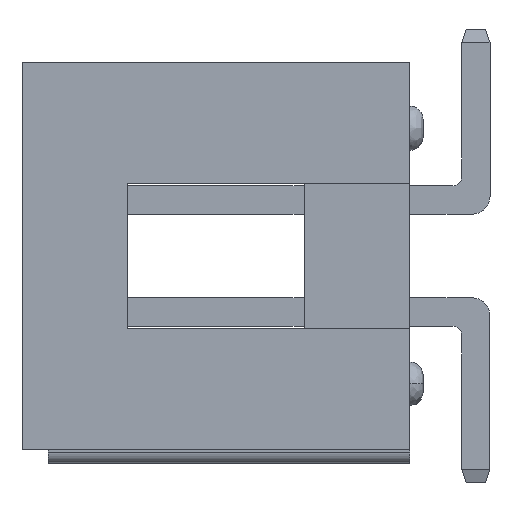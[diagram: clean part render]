
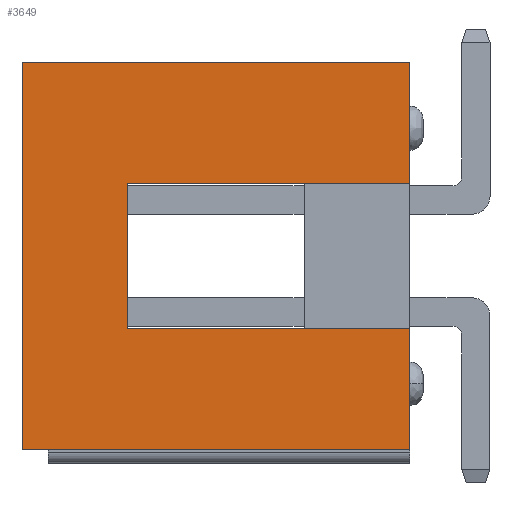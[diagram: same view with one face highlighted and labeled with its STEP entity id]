
A CAD part, left-side view. The second image highlights one B-rep face of the part: STEP entity #3649.
In plain terms, the highlighted face is planar.
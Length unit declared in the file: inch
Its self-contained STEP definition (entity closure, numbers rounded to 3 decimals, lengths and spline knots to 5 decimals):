
#52 = ORIENTED_EDGE ( 'NONE', *, *, #7673, .T. ) ;
#465 = CARTESIAN_POINT ( 'NONE',  ( -7.20791, 1.99108, 0.75984 ) ) ;
#522 = CARTESIAN_POINT ( 'NONE',  ( -7.20791, 1.99108, 0.41339 ) ) ;
#569 = DIRECTION ( 'NONE',  ( 0., 1., 0. ) ) ;
#570 = VERTEX_POINT ( 'NONE', #465 ) ;
#712 = CARTESIAN_POINT ( 'NONE',  ( -7.20791, 1.99108, 0.52165 ) ) ;
#853 = VERTEX_POINT ( 'NONE', #7737 ) ;
#1009 = DIRECTION ( 'NONE',  ( 0., 0., -1. ) ) ;
#1404 = DIRECTION ( 'NONE',  ( 0., -1., 0. ) ) ;
#1546 = LINE ( 'NONE', #6885, #8650 ) ;
#1599 = LINE ( 'NONE', #6680, #9168 ) ;
#1756 = DIRECTION ( 'NONE',  ( 0., 0., -1. ) ) ;
#1834 = ORIENTED_EDGE ( 'NONE', *, *, #3516, .T. ) ;
#1934 = FACE_OUTER_BOUND ( 'NONE', #5719, .T. ) ;
#1971 = DIRECTION ( 'NONE',  ( 0., 0., -1. ) ) ;
#1997 = EDGE_CURVE ( 'NONE', #570, #853, #1546, .T. ) ;
#3086 = CARTESIAN_POINT ( 'NONE',  ( -7.20791, 1.99108, 0.58622 ) ) ;
#3130 = CARTESIAN_POINT ( 'NONE',  ( -7.20791, 1.99108, 0.41339 ) ) ;
#3310 = DIRECTION ( 'NONE',  ( 0., 0., 1. ) ) ;
#3516 = EDGE_CURVE ( 'NONE', #570, #8618, #8721, .T. ) ;
#3583 = LINE ( 'NONE', #3086, #5218 ) ;
#3610 = VECTOR ( 'NONE', #3310, 39.37008 ) ;
#3612 = CARTESIAN_POINT ( 'NONE',  ( -7.20791, 1.99108, 0.75984 ) ) ;
#3649 = ADVANCED_FACE ( 'NONE', ( #1934 ), #7298, .T. ) ;
#3651 = CARTESIAN_POINT ( 'NONE',  ( -7.20791, 1.73912, 0.65157 ) ) ;
#3688 = EDGE_CURVE ( 'NONE', #7883, #3736, #3583, .T. ) ;
#3736 = VERTEX_POINT ( 'NONE', #3130 ) ;
#3754 = DIRECTION ( 'NONE',  ( 0., 1., 0. ) ) ;
#3894 = EDGE_CURVE ( 'NONE', #8618, #5747, #1599, .T. ) ;
#4037 = EDGE_CURVE ( 'NONE', #3736, #5747, #5887, .T. ) ;
#4223 = CARTESIAN_POINT ( 'NONE',  ( -7.20791, 1.64463, 0.75984 ) ) ;
#4838 = ORIENTED_EDGE ( 'NONE', *, *, #3688, .F. ) ;
#4849 = VECTOR ( 'NONE', #1404, 39.37008 ) ;
#4998 = EDGE_CURVE ( 'NONE', #5707, #8770, #7384, .T. ) ;
#5041 = ORIENTED_EDGE ( 'NONE', *, *, #3894, .T. ) ;
#5218 = VECTOR ( 'NONE', #1009, 39.37008 ) ;
#5269 = LINE ( 'NONE', #712, #4849 ) ;
#5448 = ORIENTED_EDGE ( 'NONE', *, *, #4998, .T. ) ;
#5707 = VERTEX_POINT ( 'NONE', #8998 ) ;
#5719 = EDGE_LOOP ( 'NONE', ( #8363, #1834, #5041, #7971, #4838, #6374, #5448, #52 ) ) ;
#5747 = VERTEX_POINT ( 'NONE', #7590 ) ;
#5849 = VECTOR ( 'NONE', #569, 39.37008 ) ;
#5887 = LINE ( 'NONE', #522, #7571 ) ;
#6374 = ORIENTED_EDGE ( 'NONE', *, *, #8005, .T. ) ;
#6445 = CARTESIAN_POINT ( 'NONE',  ( -7.20791, 1.99108, 0.52165 ) ) ;
#6571 = CARTESIAN_POINT ( 'NONE',  ( -7.20791, 1.99108, 0.75945 ) ) ;
#6573 = VECTOR ( 'NONE', #7140, 39.37008 ) ;
#6680 = CARTESIAN_POINT ( 'NONE',  ( -7.20791, 1.64463, 0.41299 ) ) ;
#6882 = CARTESIAN_POINT ( 'NONE',  ( -7.20791, 1.99108, 0.65157 ) ) ;
#6885 = CARTESIAN_POINT ( 'NONE',  ( -7.20791, 1.99108, 0.58622 ) ) ;
#7140 = DIRECTION ( 'NONE',  ( 0., -1., 0. ) ) ;
#7298 = PLANE ( 'NONE',  #8653 ) ;
#7384 = LINE ( 'NONE', #8312, #3610 ) ;
#7571 = VECTOR ( 'NONE', #8311, 39.37008 ) ;
#7590 = CARTESIAN_POINT ( 'NONE',  ( -7.20791, 1.64463, 0.41339 ) ) ;
#7673 = EDGE_CURVE ( 'NONE', #8770, #853, #7989, .T. ) ;
#7737 = CARTESIAN_POINT ( 'NONE',  ( -7.20791, 1.99108, 0.65157 ) ) ;
#7883 = VERTEX_POINT ( 'NONE', #6445 ) ;
#7971 = ORIENTED_EDGE ( 'NONE', *, *, #4037, .F. ) ;
#7989 = LINE ( 'NONE', #6882, #5849 ) ;
#8005 = EDGE_CURVE ( 'NONE', #7883, #5707, #5269, .T. ) ;
#8024 = DIRECTION ( 'NONE',  ( 1., 0., 0. ) ) ;
#8311 = DIRECTION ( 'NONE',  ( 0., -1., 0. ) ) ;
#8312 = CARTESIAN_POINT ( 'NONE',  ( -7.20791, 1.73912, 0.75945 ) ) ;
#8363 = ORIENTED_EDGE ( 'NONE', *, *, #1997, .F. ) ;
#8618 = VERTEX_POINT ( 'NONE', #4223 ) ;
#8650 = VECTOR ( 'NONE', #1971, 39.37008 ) ;
#8653 = AXIS2_PLACEMENT_3D ( 'NONE', #6571, #8024, #3754 ) ;
#8721 = LINE ( 'NONE', #3612, #6573 ) ;
#8770 = VERTEX_POINT ( 'NONE', #3651 ) ;
#8998 = CARTESIAN_POINT ( 'NONE',  ( -7.20791, 1.73912, 0.52165 ) ) ;
#9168 = VECTOR ( 'NONE', #1756, 39.37008 ) ;
